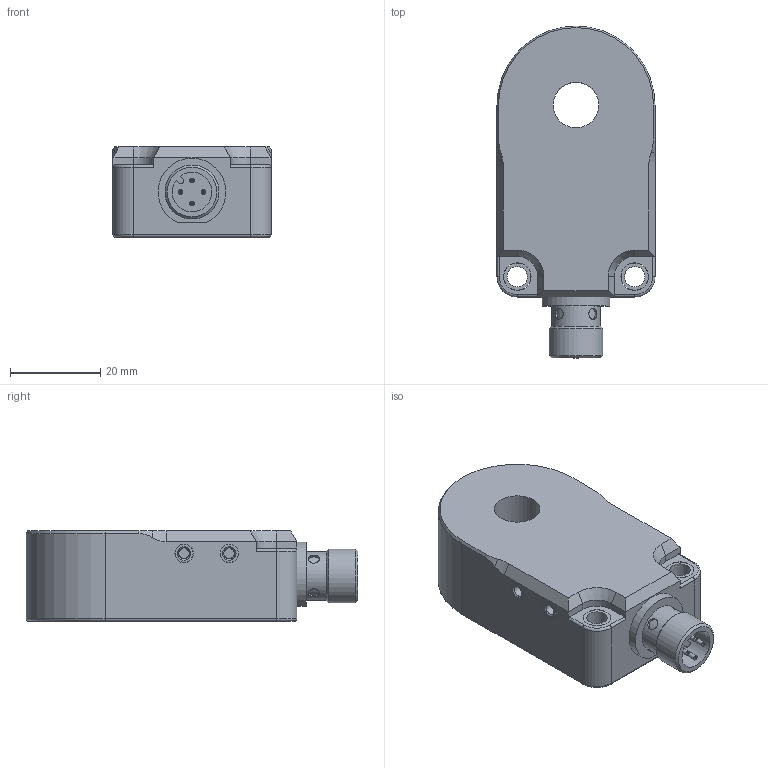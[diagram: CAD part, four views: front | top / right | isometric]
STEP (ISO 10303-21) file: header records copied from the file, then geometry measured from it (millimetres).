
FILE_DESCRIPTION(/* description */ (''),/* implementation_level */ '2;1');
FILE_NAME(/* name */ 'IRSD 10.stp',/* time_stamp */ '2021-12-01T13:35:15+01:00',/* author */ ('S. Sandt'),/* organization */ ('di-soric GmbH & Co. KG'),/* preprocessor_version */ 'ST-DEVELOPER v18.1',/* originating_system */ 'Autodesk Inventor 2021',/* authorisation */ '');
FILE_SCHEMA (('AUTOMOTIVE_DESIGN { 1 0 10303 214 3 1 1 }'));
Length unit declared in the file: millimetre
Products named in the file (1): IRSD 10 DB Modell
Bounding box: 35 x 73.5 x 20 mm (x, y, z)
Volume: 36472.1 mm3; surface area: 10897.5 mm2
Topology: 3 solids, 3 shells, 232 faces, 655 edges, 431 vertices
Faces by surface type: plane 108, cylinder 98, cone 15, torus 7, bspline 4
Full cylindrical faces by diameter (mm): 1 x4, 2.459 x2, 2.5 x4, 4 x2, 4.05 x2, 4.5 x2, 6 x2, 6.1 x2, 6.7 x1, 9.78 x1, 9.8 x1, 10.1 x1, 10.8 x1, 12 x1
Entity records: 8452 total; most frequent: CARTESIAN_POINT 1839, DIRECTION 1350, ORIENTED_EDGE 1310, EDGE_CURVE 655, AXIS2_PLACEMENT_3D 498, VERTEX_POINT 431, LINE 354, VECTOR 354
